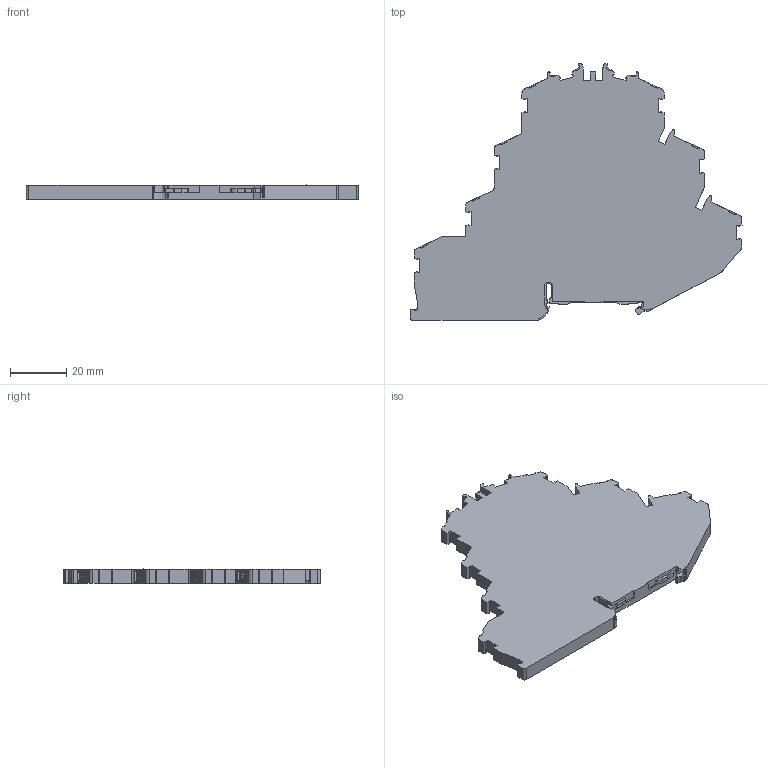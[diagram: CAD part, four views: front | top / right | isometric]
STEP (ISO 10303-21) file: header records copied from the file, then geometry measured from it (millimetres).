
FILE_DESCRIPTION (( 'STEP AP214' ), '1' );
FILE_NAME ('307209_PYK 2,5-3FT_Grey.STP', '2013-11-13T08:43:23', ( 'arge' ), ( 'Microsoft' ), 'SwSTEP 2.0', 'SolidWorks 2013', '' );
FILE_SCHEMA (( 'AUTOMOTIVE_DESIGN' ));
Length unit declared in the file: millimetre
Products named in the file (1): 307209_PYK 2,5-3FT_Grey
Bounding box: 118.57 x 91.67 x 5 mm (x, y, z)
Volume: 33404.6 mm3; surface area: 16028 mm2
Topology: 1 solids, 1 shells, 714 faces, 2098 edges, 1393 vertices
Faces by surface type: plane 446, cylinder 234, bspline 34
Entity records: 31506 total; most frequent: CARTESIAN_POINT 5258, ORIENTED_EDGE 4196, DIRECTION 3681, EDGE_CURVE 2098, LINE 1491, VECTOR 1491, VERTEX_POINT 1393, AXIS2_PLACEMENT_3D 1095
